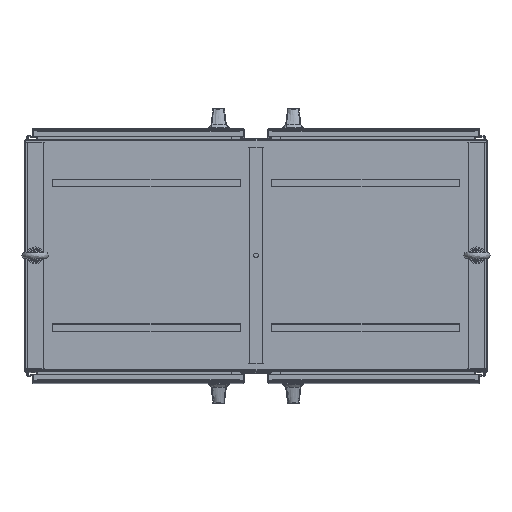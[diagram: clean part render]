
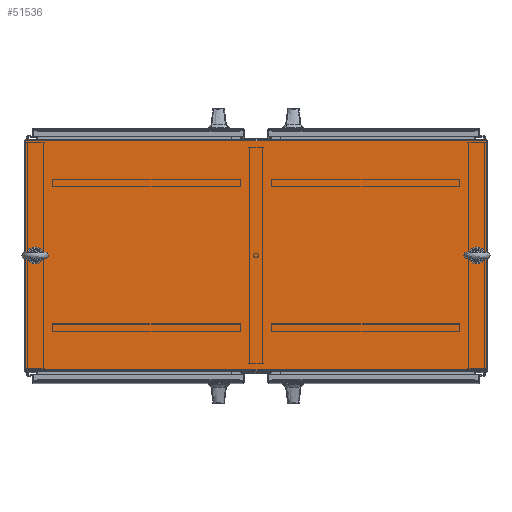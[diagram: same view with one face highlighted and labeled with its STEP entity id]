
A CAD part, top view. The second image highlights one B-rep face of the part: STEP entity #51536.
In plain terms, the highlighted planar face has unit normal (0, 0, 1).
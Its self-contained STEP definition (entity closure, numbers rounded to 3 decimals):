
#2304 = CARTESIAN_POINT ( 'NONE',  ( 23.935, -24.45, 36.03 ) ) ;
#3093 = EDGE_LOOP ( 'NONE', ( #8496, #91796, #142530, #54994 ) ) ;
#8496 = ORIENTED_EDGE ( 'NONE', *, *, #78846, .T. ) ;
#9234 = LINE ( 'NONE', #21985, #46188 ) ;
#12406 = DIRECTION ( 'NONE',  ( 1., 0., 0. ) ) ;
#15875 = VERTEX_POINT ( 'NONE', #134129 ) ;
#21367 = VERTEX_POINT ( 'NONE', #2304 ) ;
#21985 = CARTESIAN_POINT ( 'NONE',  ( -23.935, -0.676, 36.03 ) ) ;
#30216 = CARTESIAN_POINT ( 'NONE',  ( -22.935, -12.563, 36.03 ) ) ;
#30936 = VERTEX_POINT ( 'NONE', #44857 ) ;
#32410 = VERTEX_POINT ( 'NONE', #147812 ) ;
#36323 = EDGE_CURVE ( 'NONE', #30936, #21367, #152019, .T. ) ;
#41721 = FACE_OUTER_BOUND ( 'NONE', #3093, .T. ) ;
#41983 = CARTESIAN_POINT ( 'NONE',  ( -23.935, -24.593, 36.03 ) ) ;
#44454 = LINE ( 'NONE', #117747, #163275 ) ;
#44621 = CARTESIAN_POINT ( 'NONE',  ( -23.935, -24.593, 36.03 ) ) ;
#44857 = CARTESIAN_POINT ( 'NONE',  ( -23.935, -24.45, 36.03 ) ) ;
#45830 = CARTESIAN_POINT ( 'NONE',  ( 23.935, -0.676, 36.03 ) ) ;
#46188 = VECTOR ( 'NONE', #111870, 39.37 ) ;
#46871 = CIRCLE ( 'NONE', #106167, 0.375 ) ;
#51105 = VERTEX_POINT ( 'NONE', #45830 ) ;
#51536 = ADVANCED_FACE ( 'NONE', ( #41721, #101345, #60217 ), #72025, .T. ) ;
#53196 = DIRECTION ( 'NONE',  ( 1., 0., 0. ) ) ;
#54994 = ORIENTED_EDGE ( 'NONE', *, *, #146266, .T. ) ;
#55362 = DIRECTION ( 'NONE',  ( 0., 0., -1. ) ) ;
#55669 = LINE ( 'NONE', #41983, #104510 ) ;
#58539 = DIRECTION ( 'NONE',  ( 1., 0., 0. ) ) ;
#60217 = FACE_BOUND ( 'NONE', #155448, .T. ) ;
#61037 = VECTOR ( 'NONE', #53196, 39.37 ) ;
#70329 = DIRECTION ( 'NONE',  ( 0., 0., -1. ) ) ;
#72025 = PLANE ( 'NONE',  #151683 ) ;
#78846 = EDGE_CURVE ( 'NONE', #131465, #30936, #55669, .T. ) ;
#82176 = AXIS2_PLACEMENT_3D ( 'NONE', #192181, #55362, #177516 ) ;
#86831 = EDGE_CURVE ( 'NONE', #32410, #32410, #163212, .T. ) ;
#91796 = ORIENTED_EDGE ( 'NONE', *, *, #36323, .T. ) ;
#98600 = EDGE_LOOP ( 'NONE', ( #119859 ) ) ;
#101345 = FACE_BOUND ( 'NONE', #98600, .T. ) ;
#101607 = DIRECTION ( 'NONE',  ( 0., -1., 0. ) ) ;
#104510 = VECTOR ( 'NONE', #101607, 39.37 ) ;
#106167 = AXIS2_PLACEMENT_3D ( 'NONE', #30216, #70329, #58539 ) ;
#111870 = DIRECTION ( 'NONE',  ( -1., 0., 0. ) ) ;
#114542 = ORIENTED_EDGE ( 'NONE', *, *, #86831, .T. ) ;
#117747 = CARTESIAN_POINT ( 'NONE',  ( 23.935, -24.593, 36.03 ) ) ;
#119859 = ORIENTED_EDGE ( 'NONE', *, *, #149276, .T. ) ;
#124581 = CARTESIAN_POINT ( 'NONE',  ( -23.935, -24.45, 36.03 ) ) ;
#131465 = VERTEX_POINT ( 'NONE', #149108 ) ;
#134129 = CARTESIAN_POINT ( 'NONE',  ( -22.56, -12.563, 36.03 ) ) ;
#142530 = ORIENTED_EDGE ( 'NONE', *, *, #174364, .T. ) ;
#146266 = EDGE_CURVE ( 'NONE', #51105, #131465, #9234, .T. ) ;
#147812 = CARTESIAN_POINT ( 'NONE',  ( 23.31, -12.563, 36.03 ) ) ;
#149108 = CARTESIAN_POINT ( 'NONE',  ( -23.935, -0.676, 36.03 ) ) ;
#149276 = EDGE_CURVE ( 'NONE', #15875, #15875, #46871, .T. ) ;
#151683 = AXIS2_PLACEMENT_3D ( 'NONE', #44621, #161928, #12406 ) ;
#152019 = LINE ( 'NONE', #124581, #61037 ) ;
#155448 = EDGE_LOOP ( 'NONE', ( #114542 ) ) ;
#161928 = DIRECTION ( 'NONE',  ( 0., 0., 1. ) ) ;
#163212 = CIRCLE ( 'NONE', #82176, 0.375 ) ;
#163275 = VECTOR ( 'NONE', #165629, 39.37 ) ;
#165629 = DIRECTION ( 'NONE',  ( 0., 1., 0. ) ) ;
#174364 = EDGE_CURVE ( 'NONE', #21367, #51105, #44454, .T. ) ;
#177516 = DIRECTION ( 'NONE',  ( 1., 0., 0. ) ) ;
#192181 = CARTESIAN_POINT ( 'NONE',  ( 22.935, -12.563, 36.03 ) ) ;
